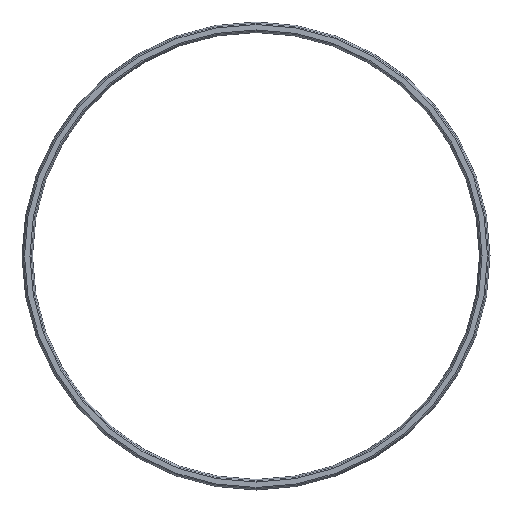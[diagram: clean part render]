
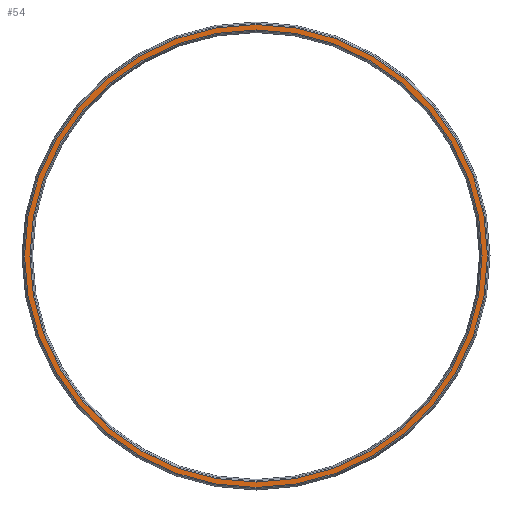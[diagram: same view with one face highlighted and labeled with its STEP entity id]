
A CAD part, front view. The second image highlights one B-rep face of the part: STEP entity #54.
In plain terms, the highlighted planar face has unit normal (0, -1, 0).
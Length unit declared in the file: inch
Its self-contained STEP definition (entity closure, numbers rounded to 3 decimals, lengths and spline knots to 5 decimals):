
#29 = DIRECTION ( 'NONE',  ( 0., 0., -1. ) ) ;
#42 = CARTESIAN_POINT ( 'NONE',  ( 13.625, -0.40625, -13.46324 ) ) ;
#43 = EDGE_CURVE ( 'NONE', #234, #153, #635, .T. ) ;
#49 = DIRECTION ( 'NONE',  ( 0., 0., -1. ) ) ;
#54 = ADVANCED_FACE ( 'NONE', ( #555, #350 ), #82, .T. ) ;
#72 = EDGE_LOOP ( 'NONE', ( #320, #167 ) ) ;
#82 = PLANE ( 'NONE',  #141 ) ;
#90 = DIRECTION ( 'NONE',  ( 0., -1., 0. ) ) ;
#103 = VERTEX_POINT ( 'NONE', #498 ) ;
#111 = ORIENTED_EDGE ( 'NONE', *, *, #401, .T. ) ;
#141 = AXIS2_PLACEMENT_3D ( 'NONE', #339, #90, #503 ) ;
#153 = VERTEX_POINT ( 'NONE', #42 ) ;
#167 = ORIENTED_EDGE ( 'NONE', *, *, #549, .T. ) ;
#205 = CARTESIAN_POINT ( 'NONE',  ( 13.625, -0.40625, 0. ) ) ;
#213 = DIRECTION ( 'NONE',  ( 0., 0., -1. ) ) ;
#216 = VERTEX_POINT ( 'NONE', #363 ) ;
#222 = DIRECTION ( 'NONE',  ( 0., 1., 0. ) ) ;
#229 = EDGE_CURVE ( 'NONE', #103, #216, #277, .T. ) ;
#234 = VERTEX_POINT ( 'NONE', #614 ) ;
#239 = CARTESIAN_POINT ( 'NONE',  ( 13.625, -0.40625, 0. ) ) ;
#257 = ORIENTED_EDGE ( 'NONE', *, *, #43, .T. ) ;
#277 = CIRCLE ( 'NONE', #588, 13.78676 ) ;
#286 = DIRECTION ( 'NONE',  ( 0., -1., 0. ) ) ;
#288 = DIRECTION ( 'NONE',  ( 0., 0., -1. ) ) ;
#290 = EDGE_LOOP ( 'NONE', ( #111, #257 ) ) ;
#320 = ORIENTED_EDGE ( 'NONE', *, *, #229, .T. ) ;
#339 = CARTESIAN_POINT ( 'NONE',  ( -0.20313, -0.40625, 0. ) ) ;
#350 = FACE_BOUND ( 'NONE', #290, .T. ) ;
#363 = CARTESIAN_POINT ( 'NONE',  ( 13.625, -0.40625, 13.78676 ) ) ;
#399 = CIRCLE ( 'NONE', #410, 13.78676 ) ;
#401 = EDGE_CURVE ( 'NONE', #153, #234, #610, .T. ) ;
#410 = AXIS2_PLACEMENT_3D ( 'NONE', #649, #286, #288 ) ;
#437 = AXIS2_PLACEMENT_3D ( 'NONE', #239, #448, #49 ) ;
#448 = DIRECTION ( 'NONE',  ( 0., 1., 0. ) ) ;
#472 = AXIS2_PLACEMENT_3D ( 'NONE', #590, #222, #29 ) ;
#498 = CARTESIAN_POINT ( 'NONE',  ( 13.625, -0.40625, -13.78676 ) ) ;
#503 = DIRECTION ( 'NONE',  ( 0., 0., -1. ) ) ;
#525 = DIRECTION ( 'NONE',  ( 0., -1., 0. ) ) ;
#549 = EDGE_CURVE ( 'NONE', #216, #103, #399, .T. ) ;
#555 = FACE_OUTER_BOUND ( 'NONE', #72, .T. ) ;
#588 = AXIS2_PLACEMENT_3D ( 'NONE', #205, #525, #213 ) ;
#590 = CARTESIAN_POINT ( 'NONE',  ( 13.625, -0.40625, 0. ) ) ;
#610 = CIRCLE ( 'NONE', #472, 13.46324 ) ;
#614 = CARTESIAN_POINT ( 'NONE',  ( 13.625, -0.40625, 13.46324 ) ) ;
#635 = CIRCLE ( 'NONE', #437, 13.46324 ) ;
#649 = CARTESIAN_POINT ( 'NONE',  ( 13.625, -0.40625, 0. ) ) ;
